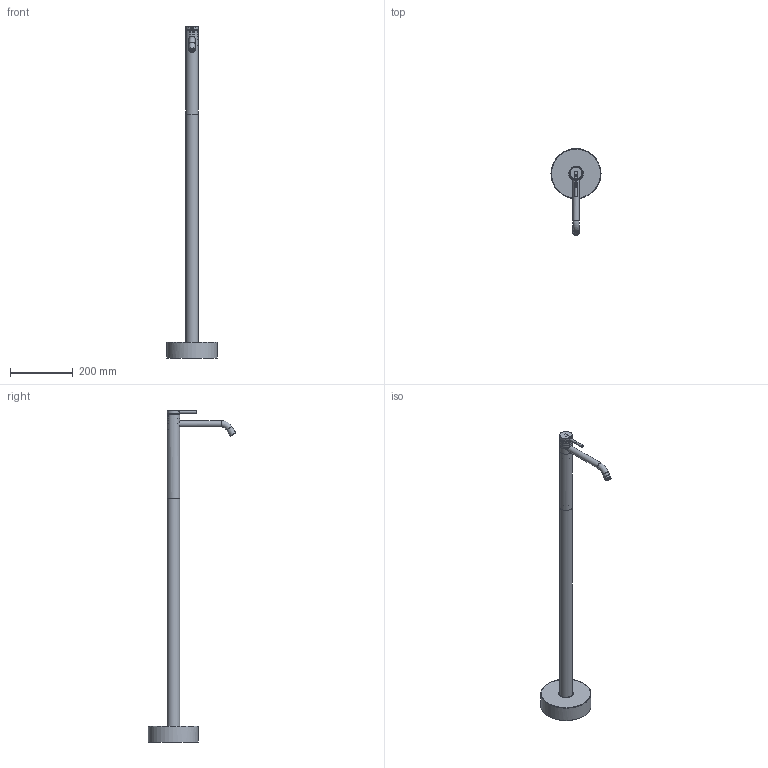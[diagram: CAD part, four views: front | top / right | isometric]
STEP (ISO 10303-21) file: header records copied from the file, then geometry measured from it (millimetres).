
FILE_DESCRIPTION(('HOOPS Exchange Step'),'2;1');
FILE_NAME('temp_export','2024-02-05T11:28:47+01:00',('CiBrutta'),('Shapr3D Limited'),'HOOPS Exchange 2023.2','Shapr3D','Authorized');
FILE_SCHEMA( ('AUTOMOTIVE_DESIGN { 1 0 10303 214 1 1 1 1 }') );
Length unit declared in the file: millimetre
Products named in the file (12): ALOG005C001; ALOG005C002; LOG0053.stp; ALOG222C001; ALOG007C002; ALOG222W001; ALOG223C001; SCCMAC0007; SARMAC0011; TOM3F6418CCS8NY_20; los0056.stp; root
Assembly tree (11 placements, depth 4):
  root
    LOG0053.stp
      ALOG005C001
      ALOG005C002
    los0056.stp
      ALOG222W001
        ALOG222C001
        ALOG007C002
      ALOG223C001
      SCCMAC0007
      SARMAC0011
      TOM3F6418CCS8NY_20
Bounding box: 160 x 278.8 x 1059.01 mm (x, y, z)
Volume: 1122605.9 mm3; surface area: 287361.2 mm2
Topology: 9 solids, 13 shells, 920 faces, 2480 edges, 1657 vertices
Faces by surface type: plane 661, cylinder 116, bspline 75, torus 40, cone 27, sphere 1
Full cylindrical faces by diameter (mm): 4.2 x2, 5 x1, 8 x2, 9 x1, 11 x1, 12.15 x2, 13.35 x1, 13.45 x1, 14.15 x1, 14.55 x1, 15 x3, 15.15 x1, 15.169 x2, 15.55 x1, 16.384 x2, 16.4 x1, 16.5 x1, 16.75 x1, 20 x2, 30 x1, 32 x1, 33.4 x1, 34 x2, 35.5 x1, 36.5 x1, 37.8 x2, 38 x2, 38.2 x1, 40 x1, 40.2 x2
Entity records: 43145 total; most frequent: CARTESIAN_POINT 19779, ORIENTED_EDGE 4945, DIRECTION 4563, EDGE_CURVE 2478, VECTOR 1705, LINE 1705, VERTEX_POINT 1657, AXIS2_PLACEMENT_3D 1429
